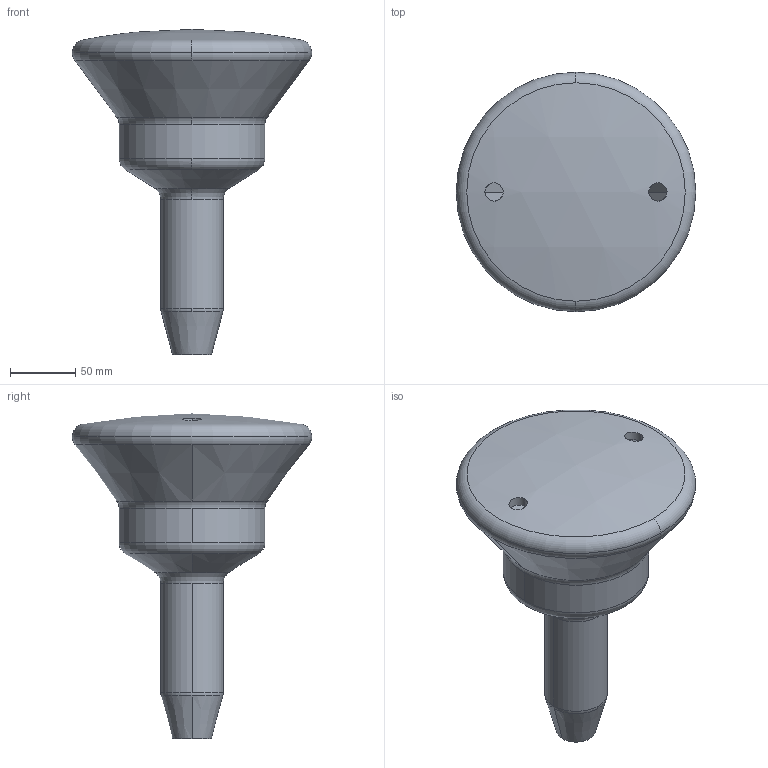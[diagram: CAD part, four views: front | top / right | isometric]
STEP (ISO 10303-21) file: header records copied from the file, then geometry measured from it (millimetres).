
FILE_DESCRIPTION(('STEP AP214'),'1');
FILE_NAME('Bolzen.STP','2020-10-16T06:56:09',(' '),(' '),'Spatial InterOp 3D',' ',' ');
FILE_SCHEMA(('AUTOMOTIVE_DESIGN { 1 0 10303 214 1 1 1 1 }'));
Length unit declared in the file: millimetre
Products named in the file (1): Rotationskörper
Bounding box: 184.15 x 184.15 x 250 mm (x, y, z)
Volume: 627081.7 mm3; surface area: 180786.3 mm2
Topology: 1 solids, 1 shells, 52 faces, 142 edges, 94 vertices
Faces by surface type: torus 24, cone 12, cylinder 12, plane 2, sphere 2
Entity records: 2029 total; most frequent: CARTESIAN_POINT 553, DIRECTION 350, ORIENTED_EDGE 284, AXIS2_PLACEMENT_3D 163, EDGE_CURVE 142, CIRCLE 110, VERTEX_POINT 94, EDGE_LOOP 56
